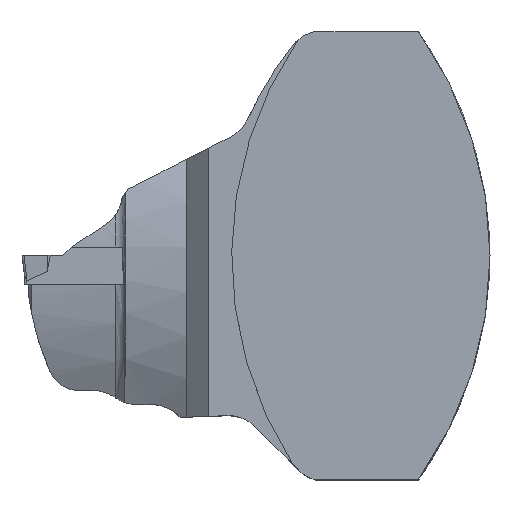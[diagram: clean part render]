
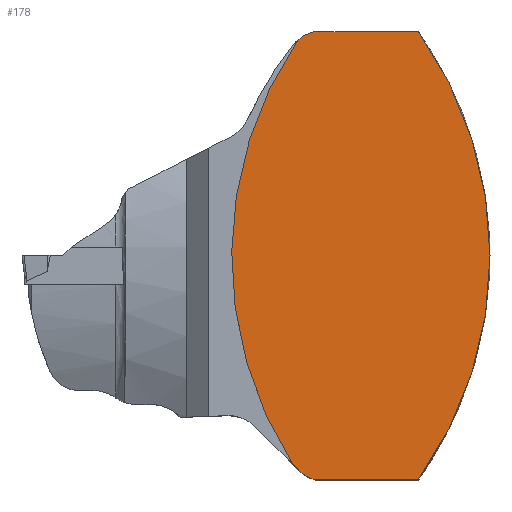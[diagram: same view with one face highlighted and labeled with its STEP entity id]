
A CAD part, top view. The second image highlights one B-rep face of the part: STEP entity #178.
In plain terms, the highlighted planar face has unit normal (0, 0, 1).
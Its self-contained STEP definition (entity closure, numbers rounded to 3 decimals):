
#124=PLANE('',#1790);
#178=ADVANCED_FACE('',(#271),#124,.F.);
#271=FACE_OUTER_BOUND('',#343,.T.);
#343=EDGE_LOOP('',(#613,#614,#615,#616,#617,#618,#619));
#414=CIRCLE('',#1761,60.25);
#419=CIRCLE('',#1776,60.25);
#420=CIRCLE('',#1784,6.1);
#421=CIRCLE('',#1789,6.5);
#613=ORIENTED_EDGE('',*,*,#1088,.F.);
#614=ORIENTED_EDGE('',*,*,#1047,.T.);
#615=ORIENTED_EDGE('',*,*,#1085,.T.);
#616=ORIENTED_EDGE('',*,*,#1083,.T.);
#617=ORIENTED_EDGE('',*,*,#1021,.T.);
#618=ORIENTED_EDGE('',*,*,#1077,.F.);
#619=ORIENTED_EDGE('',*,*,#1067,.F.);
#879=VERTEX_POINT('',#2419);
#880=VERTEX_POINT('',#2420);
#902=VERTEX_POINT('',#2472);
#903=VERTEX_POINT('',#2473);
#914=VERTEX_POINT('',#2570);
#915=VERTEX_POINT('',#2572);
#919=VERTEX_POINT('',#2603);
#1021=EDGE_CURVE('',#879,#880,#1376,.T.);
#1047=EDGE_CURVE('',#902,#903,#414,.T.);
#1067=EDGE_CURVE('',#914,#915,#1398,.T.);
#1077=EDGE_CURVE('',#915,#880,#419,.T.);
#1083=EDGE_CURVE('',#919,#879,#420,.T.);
#1085=EDGE_CURVE('',#903,#919,#1410,.T.);
#1088=EDGE_CURVE('',#902,#914,#421,.T.);
#1376=LINE('',#2418,#1512);
#1398=LINE('',#2571,#1534);
#1410=LINE('',#2606,#1546);
#1512=VECTOR('',#1923,1.);
#1534=VECTOR('',#1989,1.);
#1546=VECTOR('',#2037,1.);
#1761=AXIS2_PLACEMENT_3D('',#2471,#1968,#1969);
#1776=AXIS2_PLACEMENT_3D('',#2589,#2011,#2012);
#1784=AXIS2_PLACEMENT_3D('',#2602,#2032,#2033);
#1789=AXIS2_PLACEMENT_3D('',#2612,#2046,#2047);
#1790=AXIS2_PLACEMENT_3D('',#2613,#2048,#2049);
#1923=DIRECTION('',(1.,0.,0.));
#1968=DIRECTION('',(0.,0.,1.));
#1969=DIRECTION('',(-1.,0.,0.));
#1989=DIRECTION('',(1.,0.,0.));
#2011=DIRECTION('',(0.,0.,-1.));
#2012=DIRECTION('',(-1.,0.,0.));
#2032=DIRECTION('',(0.,0.,1.));
#2033=DIRECTION('',(-1.,0.,0.));
#2037=DIRECTION('',(0.703,-0.711,0.));
#2046=DIRECTION('',(0.,0.,-1.));
#2047=DIRECTION('',(-1.,0.,0.));
#2048=DIRECTION('',(0.,0.,-1.));
#2049=DIRECTION('',(-1.,0.,0.));
#2418=CARTESIAN_POINT('',(20.25,-35.,0.));
#2419=CARTESIAN_POINT('',(-7.228,-35.,0.));
#2420=CARTESIAN_POINT('',(8.891,-35.,0.));
#2471=CARTESIAN_POINT('',(40.,0.,0.));
#2472=CARTESIAN_POINT('',(-9.932,33.718,0.));
#2473=CARTESIAN_POINT('',(-10.67,-32.597,0.));
#2570=CARTESIAN_POINT('',(-7.4,35.,0.));
#2571=CARTESIAN_POINT('',(20.25,35.,0.));
#2572=CARTESIAN_POINT('',(8.891,35.,0.));
#2589=CARTESIAN_POINT('',(-40.15,0.,0.));
#2602=CARTESIAN_POINT('',(-5.5,-29.15,0.));
#2603=CARTESIAN_POINT('',(-9.837,-33.44,0.));
#2606=CARTESIAN_POINT('',(-9.837,-33.44,0.));
#2612=CARTESIAN_POINT('',(-5.8,28.7,0.));
#2613=CARTESIAN_POINT('',(0.,0.,0.));
